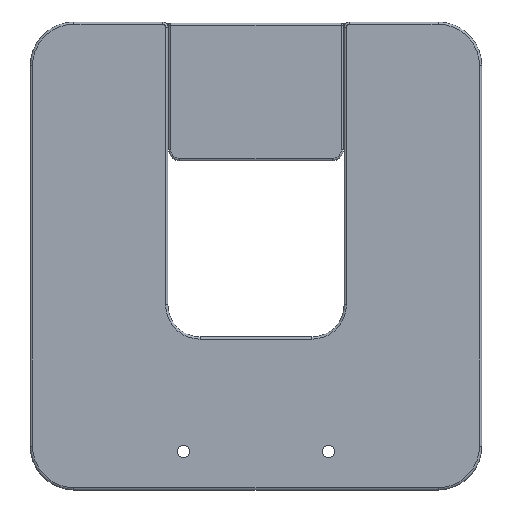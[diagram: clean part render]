
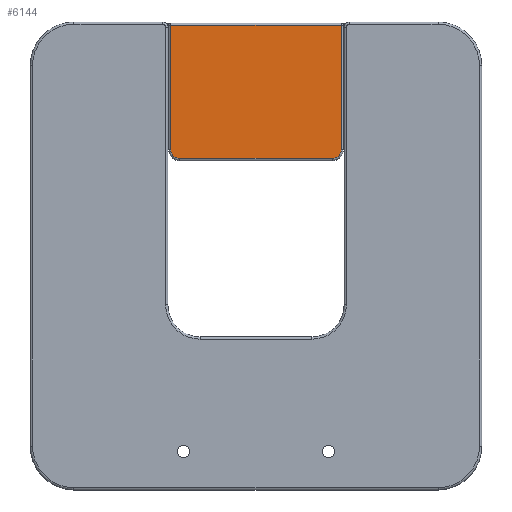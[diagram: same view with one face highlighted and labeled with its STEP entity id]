
A CAD part, top view. The second image highlights one B-rep face of the part: STEP entity #6144.
In plain terms, the highlighted face is planar.
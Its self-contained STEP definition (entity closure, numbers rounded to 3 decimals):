
#6144 = ADVANCED_FACE ( 'NONE', ( #18366 ), #18365, .F. ) ;
#6145 = EDGE_LOOP ( 'NONE', ( #6146, #6150, #6153, #6208, #6211, #6214 ) ) ;
#6146 = ORIENTED_EDGE ( 'NONE', *, *, #6147, .T. ) ;
#6147 = EDGE_CURVE ( 'NONE', #6148, #6149, #18359, .T. ) ;
#6148 = VERTEX_POINT ( 'NONE', #18355 ) ;
#6149 = VERTEX_POINT ( 'NONE', #18354 ) ;
#6150 = ORIENTED_EDGE ( 'NONE', *, *, #6151, .T. ) ;
#6151 = EDGE_CURVE ( 'NONE', #6149, #6152, #18353, .T. ) ;
#6152 = VERTEX_POINT ( 'NONE', #18413 ) ;
#6153 = ORIENTED_EDGE ( 'NONE', *, *, #6154, .T. ) ;
#6154 = EDGE_CURVE ( 'NONE', #6152, #6207, #18412, .T. ) ;
#6207 = VERTEX_POINT ( 'NONE', #18457 ) ;
#6208 = ORIENTED_EDGE ( 'NONE', *, *, #6209, .T. ) ;
#6209 = EDGE_CURVE ( 'NONE', #6207, #6210, #18451, .T. ) ;
#6210 = VERTEX_POINT ( 'NONE', #18447 ) ;
#6211 = ORIENTED_EDGE ( 'NONE', *, *, #6212, .T. ) ;
#6212 = EDGE_CURVE ( 'NONE', #6210, #6213, #18508, .T. ) ;
#6213 = VERTEX_POINT ( 'NONE', #18503 ) ;
#6214 = ORIENTED_EDGE ( 'NONE', *, *, #6215, .T. ) ;
#6215 = EDGE_CURVE ( 'NONE', #6213, #6148, #18502, .T. ) ;
#18350 = DIRECTION ( 'NONE',  ( 0., 1., 0. ) ) ;
#18351 = VECTOR ( 'NONE', #18350, 1000. ) ;
#18352 = CARTESIAN_POINT ( 'NONE',  ( -15.6, 11.296, -2.3 ) ) ;
#18353 = LINE ( 'NONE', #18352, #18351 ) ;
#18354 = CARTESIAN_POINT ( 'NONE',  ( -15.6, -11.904, -2.3 ) ) ;
#18355 = CARTESIAN_POINT ( 'NONE',  ( -14., -13.504, -2.3 ) ) ;
#18356 = DIRECTION ( 'NONE',  ( 1., 0., 0. ) ) ;
#18357 = DIRECTION ( 'NONE',  ( 0., 0., -1. ) ) ;
#18358 = AXIS2_PLACEMENT_3D ( 'NONE', #18363, #18357, #18356 ) ;
#18359 = CIRCLE ( 'NONE', #18358, 1.6 ) ;
#18360 = DIRECTION ( 'NONE',  ( 1., 0., 0. ) ) ;
#18361 = DIRECTION ( 'NONE',  ( 0., 0., 1. ) ) ;
#18362 = AXIS2_PLACEMENT_3D ( 'NONE', #18364, #18361, #18360 ) ;
#18363 = CARTESIAN_POINT ( 'NONE',  ( -14., -11.904, -2.3 ) ) ;
#18364 = CARTESIAN_POINT ( 'NONE',  ( 16., 11.296, -2.3 ) ) ;
#18365 = PLANE ( 'NONE',  #18362 ) ;
#18366 = FACE_OUTER_BOUND ( 'NONE', #6145, .T. ) ;
#18409 = DIRECTION ( 'NONE',  ( 1., 0., 0. ) ) ;
#18410 = VECTOR ( 'NONE', #18409, 1000. ) ;
#18411 = CARTESIAN_POINT ( 'NONE',  ( 16., 10.896, -2.3 ) ) ;
#18412 = LINE ( 'NONE', #18411, #18410 ) ;
#18413 = CARTESIAN_POINT ( 'NONE',  ( -15.6, 10.896, -2.3 ) ) ;
#18447 = CARTESIAN_POINT ( 'NONE',  ( 15.6, -11.904, -2.3 ) ) ;
#18448 = DIRECTION ( 'NONE',  ( 0., -1., 0. ) ) ;
#18449 = VECTOR ( 'NONE', #18448, 1000. ) ;
#18450 = CARTESIAN_POINT ( 'NONE',  ( 15.6, 11.296, -2.3 ) ) ;
#18451 = LINE ( 'NONE', #18450, #18449 ) ;
#18457 = CARTESIAN_POINT ( 'NONE',  ( 15.6, 10.896, -2.3 ) ) ;
#18499 = DIRECTION ( 'NONE',  ( -1., 0., 0. ) ) ;
#18500 = VECTOR ( 'NONE', #18499, 1000. ) ;
#18501 = CARTESIAN_POINT ( 'NONE',  ( 16., -13.504, -2.3 ) ) ;
#18502 = LINE ( 'NONE', #18501, #18500 ) ;
#18503 = CARTESIAN_POINT ( 'NONE',  ( 14., -13.504, -2.3 ) ) ;
#18504 = DIRECTION ( 'NONE',  ( 1., 0., 0. ) ) ;
#18505 = DIRECTION ( 'NONE',  ( 0., 0., -1. ) ) ;
#18506 = CARTESIAN_POINT ( 'NONE',  ( 14., -11.904, -2.3 ) ) ;
#18507 = AXIS2_PLACEMENT_3D ( 'NONE', #18506, #18505, #18504 ) ;
#18508 = CIRCLE ( 'NONE', #18507, 1.6 ) ;
